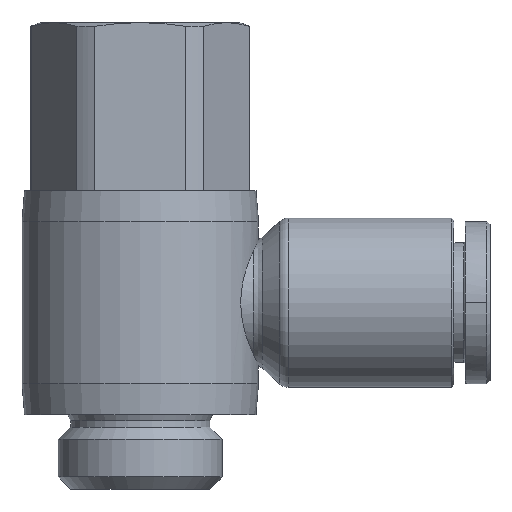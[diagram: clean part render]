
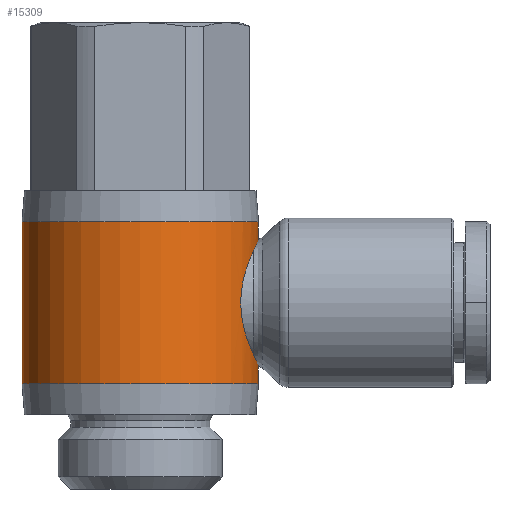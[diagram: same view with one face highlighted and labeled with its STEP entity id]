
A CAD part, front view. The second image highlights one B-rep face of the part: STEP entity #15309.
In plain terms, the highlighted cylindrical face has radius 9.5 mm (diameter 19 mm), a partial arc.
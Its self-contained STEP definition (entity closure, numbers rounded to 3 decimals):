
#327=CARTESIAN_POINT('',(-5.,0.,5.077));
#328=VERTEX_POINT('',#327);
#337=CARTESIAN_POINT('',(-5.,0.,-5.077));
#338=VERTEX_POINT('',#337);
#391=CARTESIAN_POINT('',(-5.0,0.,6.5));
#392=VERTEX_POINT('',#391);
#401=CARTESIAN_POINT('',(14.0,0.,6.5));
#402=VERTEX_POINT('',#401);
#435=CARTESIAN_POINT('',(-5.,0.,-6.5));
#436=VERTEX_POINT('',#435);
#452=CARTESIAN_POINT('',(14.0,0.,-6.5));
#453=VERTEX_POINT('',#452);
#549=CARTESIAN_POINT('',(-5.,0.,-6.5));
#550=DIRECTION('',(0.0,0.0,1.0));
#551=VECTOR('',#550,1.423);
#552=LINE('',#549,#551);
#553=EDGE_CURVE('',#436,#338,#552,.T.);
#556=CARTESIAN_POINT('',(14.0,0.,6.5));
#557=DIRECTION('',(0.0,0.0,-1.0));
#558=VECTOR('',#557,13.);
#559=LINE('',#556,#558);
#560=EDGE_CURVE('',#402,#453,#559,.T.);
#563=CARTESIAN_POINT('',(-5.,0.,5.077));
#564=DIRECTION('',(0.0,0.0,1.0));
#565=VECTOR('',#564,1.423);
#566=LINE('',#563,#565);
#567=EDGE_CURVE('',#328,#392,#566,.T.);
#15225=CARTESIAN_POINT('',(4.5,0.,0.));
#15226=DIRECTION('',(0.,0.,1.0));
#15227=DIRECTION('',(-1.0,0.0,0.0));
#15228=AXIS2_PLACEMENT_3D('',#15225,#15226,#15227);
#15229=CYLINDRICAL_SURFACE('',#15228,9.5);
#15230=ORIENTED_EDGE('',*,*,#553,.T.);
#15231=CARTESIAN_POINT('',(-4.616,2.673,-4.226));
#15232=VERTEX_POINT('',#15231);
#15233=CARTESIAN_POINT('',(-4.616,2.673,-4.226));
#15234=CARTESIAN_POINT('',(-4.718,2.325,-4.445));
#15235=CARTESIAN_POINT('',(-4.805,1.957,-4.637));
#15236=CARTESIAN_POINT('',(-4.905,1.355,-4.862));
#15237=CARTESIAN_POINT('',(-4.934,1.138,-4.927));
#15238=CARTESIAN_POINT('',(-4.973,0.734,-5.016));
#15239=CARTESIAN_POINT('',(-4.986,0.549,-5.044));
#15240=CARTESIAN_POINT('',(-4.998,0.242,-5.071));
#15241=CARTESIAN_POINT('',(-5.,0.121,-5.077));
#15242=CARTESIAN_POINT('',(-5.,0.,-5.077));
#15243=B_SPLINE_CURVE_WITH_KNOTS('',3,(#15233,#15234,#15235,#15236,#15237,#15238,#15239,#15240,#15241,#15242),.UNSPECIFIED.,.F.,.U.,(4,2,2,2,4),(-4.652,-3.663,-3.129,-2.689,-2.406),.UNSPECIFIED.);
#15244=EDGE_CURVE('',#15232,#338,#15243,.T.);
#15245=ORIENTED_EDGE('',*,*,#15244,.F.);
#15246=CARTESIAN_POINT('',(-4.616,2.673,4.226));
#15247=VERTEX_POINT('',#15246);
#15248=CARTESIAN_POINT('',(-4.616,2.673,4.226));
#15249=CARTESIAN_POINT('',(-4.604,2.716,4.198));
#15250=CARTESIAN_POINT('',(-4.591,2.759,4.17));
#15251=CARTESIAN_POINT('',(-4.494,3.071,3.959));
#15252=CARTESIAN_POINT('',(-4.405,3.317,3.754));
#15253=CARTESIAN_POINT('',(-4.23,3.754,3.317));
#15254=CARTESIAN_POINT('',(-4.138,3.96,3.07));
#15255=CARTESIAN_POINT('',(-3.961,4.325,2.53));
#15256=CARTESIAN_POINT('',(-3.877,4.484,2.238));
#15257=CARTESIAN_POINT('',(-3.734,4.74,1.625));
#15258=CARTESIAN_POINT('',(-3.676,4.839,1.303));
#15259=CARTESIAN_POINT('',(-3.598,4.968,0.652));
#15260=CARTESIAN_POINT('',(-3.578,5.0,0.322));
#15261=CARTESIAN_POINT('',(-3.578,5.0,0.));
#15262=CARTESIAN_POINT('',(-3.578,5.0,-0.322));
#15263=CARTESIAN_POINT('',(-3.598,4.968,-0.652));
#15264=CARTESIAN_POINT('',(-3.676,4.839,-1.303));
#15265=CARTESIAN_POINT('',(-3.734,4.74,-1.625));
#15266=CARTESIAN_POINT('',(-3.877,4.484,-2.238));
#15267=CARTESIAN_POINT('',(-3.961,4.325,-2.53));
#15268=CARTESIAN_POINT('',(-4.138,3.96,-3.07));
#15269=CARTESIAN_POINT('',(-4.23,3.754,-3.317));
#15270=CARTESIAN_POINT('',(-4.405,3.317,-3.754));
#15271=CARTESIAN_POINT('',(-4.494,3.071,-3.959));
#15272=CARTESIAN_POINT('',(-4.591,2.759,-4.17));
#15273=CARTESIAN_POINT('',(-4.604,2.716,-4.198));
#15274=CARTESIAN_POINT('',(-4.616,2.673,-4.226));
#15275=B_SPLINE_CURVE_WITH_KNOTS('',3,(#15248,#15249,#15250,#15251,#15252,#15253,#15254,#15255,#15256,#15257,#15258,#15259,#15260,#15261,#15262,#15263,#15264,#15265,#15266,#15267,#15268,#15269,#15270,#15271,#15272,#15273,#15274),.UNSPECIFIED.,.F.,.U.,(4,2,2,2,2,2,3,2,2,2,2,2,4),(-4.972,-4.822,-3.86,-2.895,-1.93,-0.965,0.0,0.965,1.93,2.895,3.86,4.822,4.972),.UNSPECIFIED.);
#15276=EDGE_CURVE('',#15247,#15232,#15275,.T.);
#15277=ORIENTED_EDGE('',*,*,#15276,.F.);
#15278=CARTESIAN_POINT('',(-5.,0.,5.077));
#15279=CARTESIAN_POINT('',(-5.,0.001,5.077));
#15280=CARTESIAN_POINT('',(-5.,0.003,5.077));
#15281=CARTESIAN_POINT('',(-5.,0.128,5.076));
#15282=CARTESIAN_POINT('',(-4.997,0.25,5.071));
#15283=CARTESIAN_POINT('',(-4.985,0.563,5.043));
#15284=CARTESIAN_POINT('',(-4.972,0.751,5.013));
#15285=CARTESIAN_POINT('',(-4.885,1.628,4.816));
#15286=CARTESIAN_POINT('',(-4.75,2.217,4.514));
#15287=CARTESIAN_POINT('',(-4.616,2.673,4.226));
#15288=B_SPLINE_CURVE_WITH_KNOTS('',3,(#15278,#15279,#15280,#15281,#15282,#15283,#15284,#15285,#15286,#15287),.UNSPECIFIED.,.F.,.U.,(4,2,2,2,4),(-2.406,-2.402,-2.114,-1.666,0.0),.UNSPECIFIED.);
#15289=EDGE_CURVE('',#328,#15247,#15288,.T.);
#15290=ORIENTED_EDGE('',*,*,#15289,.F.);
#15291=ORIENTED_EDGE('',*,*,#567,.T.);
#15292=CARTESIAN_POINT('',(4.5,0.,6.5));
#15293=DIRECTION('',(0.0,0.0,1.0));
#15294=DIRECTION('',(-1.0,0.0,0.0));
#15295=AXIS2_PLACEMENT_3D('',#15292,#15293,#15294);
#15296=CIRCLE('',#15295,9.5);
#15297=EDGE_CURVE('',#402,#392,#15296,.T.);
#15298=ORIENTED_EDGE('',*,*,#15297,.F.);
#15299=ORIENTED_EDGE('',*,*,#560,.T.);
#15300=CARTESIAN_POINT('',(4.5,0.,-6.5));
#15301=DIRECTION('',(0.0,0.0,1.0));
#15302=DIRECTION('',(-1.0,0.0,0.0));
#15303=AXIS2_PLACEMENT_3D('',#15300,#15301,#15302);
#15304=CIRCLE('',#15303,9.5);
#15305=EDGE_CURVE('',#453,#436,#15304,.T.);
#15306=ORIENTED_EDGE('',*,*,#15305,.T.);
#15307=EDGE_LOOP('',(#15230,#15245,#15277,#15290,#15291,#15298,#15299,#15306));
#15308=FACE_OUTER_BOUND('',#15307,.T.);
#15309=ADVANCED_FACE('',(#15308),#15229,.T.);
